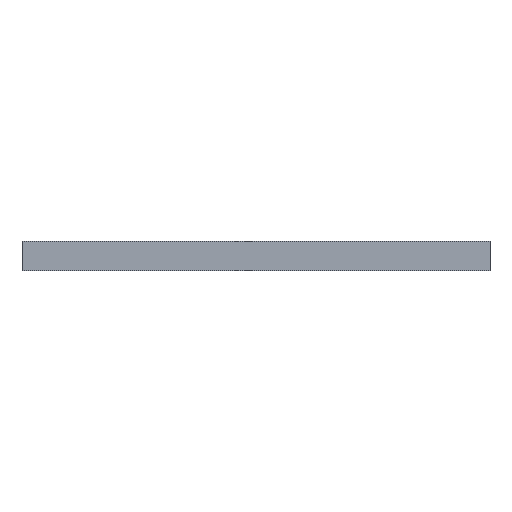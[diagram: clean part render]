
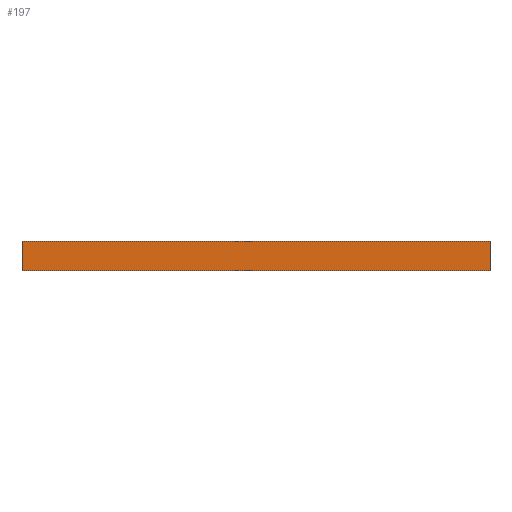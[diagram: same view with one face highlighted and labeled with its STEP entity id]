
A CAD part, front view. The second image highlights one B-rep face of the part: STEP entity #197.
In plain terms, the highlighted planar face has unit normal (0, -1, 0).
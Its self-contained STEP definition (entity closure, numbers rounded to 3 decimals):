
#197=ADVANCED_FACE('',(#430),#431,.T.);
#430=FACE_OUTER_BOUND('',#712,.T.);
#431=PLANE('',#713);
#712=EDGE_LOOP('',(#1213,#1214,#1215,#1216));
#713=AXIS2_PLACEMENT_3D('',#1217,#1218,#1219);
#1213=ORIENTED_EDGE('',*,*,#1806,.F.);
#1214=ORIENTED_EDGE('',*,*,#1807,.T.);
#1215=ORIENTED_EDGE('',*,*,#1808,.F.);
#1216=ORIENTED_EDGE('',*,*,#1714,.F.);
#1217=CARTESIAN_POINT('',(187.5,0.0,12.0));
#1218=DIRECTION('',(0.0,-1.0,0.0));
#1219=DIRECTION('',(0.0,0.0,-1.0));
#1714=EDGE_CURVE('',#2072,#2074,#2075,.T.);
#1806=EDGE_CURVE('',#2204,#2072,#2205,.T.);
#1807=EDGE_CURVE('',#2204,#2206,#2207,.T.);
#1808=EDGE_CURVE('',#2074,#2206,#2208,.T.);
#2072=VERTEX_POINT('',#2537);
#2074=VERTEX_POINT('',#2540);
#2075=LINE('',#2541,#2542);
#2204=VERTEX_POINT('',#2709);
#2205=LINE('',#2710,#2711);
#2206=VERTEX_POINT('',#2712);
#2207=LINE('',#2713,#2714);
#2208=LINE('',#2715,#2716);
#2537=CARTESIAN_POINT('',(187.5,0.0,12.0));
#2540=CARTESIAN_POINT('',(187.5,0.0,0.0));
#2541=CARTESIAN_POINT('',(187.5,0.0,12.0));
#2542=VECTOR('',#3003,1.0);
#2709=CARTESIAN_POINT('',(0.0,0.0,12.0));
#2710=CARTESIAN_POINT('',(0.0,0.0,12.0));
#2711=VECTOR('',#3129,1.0);
#2712=CARTESIAN_POINT('',(0.0,0.0,0.0));
#2713=CARTESIAN_POINT('',(0.0,0.0,12.0));
#2714=VECTOR('',#3130,1.0);
#2715=CARTESIAN_POINT('',(187.5,0.0,0.0));
#2716=VECTOR('',#3131,1.0);
#3003=DIRECTION('',(0.0,0.0,-1.0));
#3129=DIRECTION('',(1.0,0.0,0.0));
#3130=DIRECTION('',(0.0,0.0,-1.0));
#3131=DIRECTION('',(-1.0,0.0,0.0));
